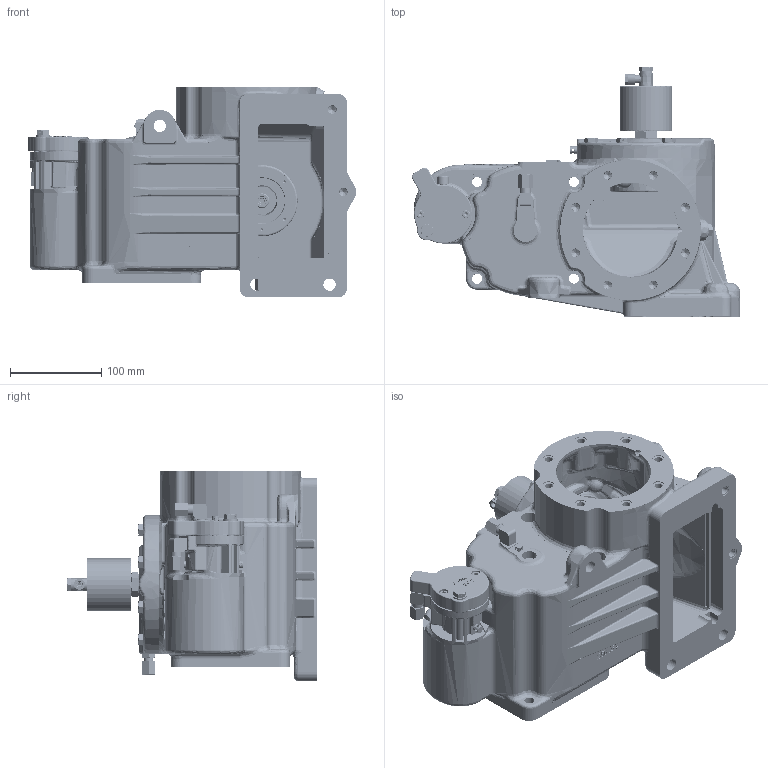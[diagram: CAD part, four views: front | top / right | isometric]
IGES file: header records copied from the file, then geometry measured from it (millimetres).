
Start section: SolidWorks IGES file using analytic representation for surfaces
Global section: file name: GVL80-M-B_250755.IGS; native system: SolidWorks 2010; preprocessor: SolidWorks 2010; author: larsenr; date: 140910.115421; units: millimetre
Bounding box: 359.33 x 273 x 231 mm (x, y, z)
Surface area: 809113.3 mm2 (no closed solid volume)
Topology: 0 solids, 0 shells, 4573 faces, 61992 edges, 61730 vertices
Faces by surface type: bspline 2852, revolution 1721
